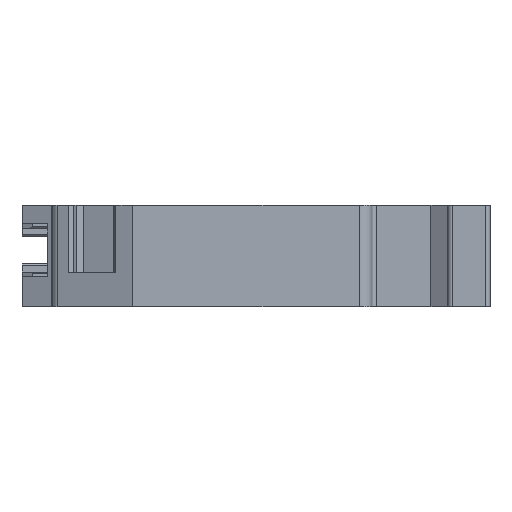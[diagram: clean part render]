
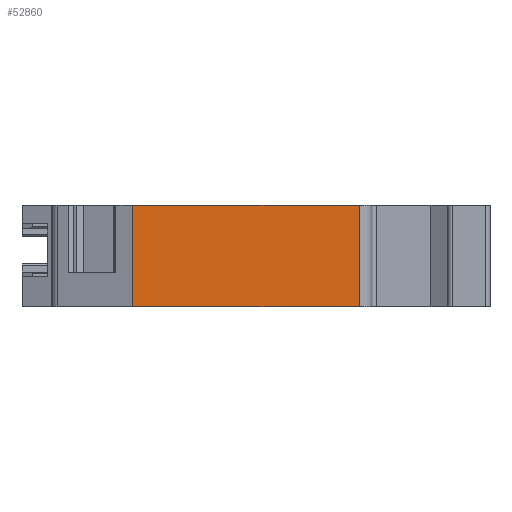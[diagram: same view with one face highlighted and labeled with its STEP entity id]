
A CAD part, left-side view. The second image highlights one B-rep face of the part: STEP entity #52860.
In plain terms, the highlighted planar face has unit normal (-1, 0, 0).
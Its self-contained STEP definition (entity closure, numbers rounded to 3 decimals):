
#4580=CARTESIAN_POINT('',(-34.2,6.2,2.));
#4590=VERTEX_POINT('',#4580);
#4770=CARTESIAN_POINT('',(-34.2,6.2,-10.));
#4780=VERTEX_POINT('',#4770);
#4810=CARTESIAN_POINT('',(-34.2,6.2,0.));
#4820=DIRECTION('',(0.,0.,1.));
#4830=VECTOR('',#4820,1.);
#4840=LINE('',#4810,#4830);
#4850=EDGE_CURVE('',#4780,#4590,#4840,.T.);
#8510=CARTESIAN_POINT('',(-34.2,33.084,-10.));
#8520=VERTEX_POINT('',#8510);
#8550=CARTESIAN_POINT('',(-34.2,0.,-10.));
#8560=DIRECTION('',(0.,-1.,0.));
#8570=VECTOR('',#8560,1.);
#8580=LINE('',#8550,#8570);
#8590=EDGE_CURVE('',#8520,#4780,#8580,.T.);
#33850=CARTESIAN_POINT('',(-34.2,5.,2.));
#33860=DIRECTION('',(0.,1.,0.));
#33870=VECTOR('',#33860,1.);
#33880=LINE('',#33850,#33870);
#33890=CARTESIAN_POINT('',(-34.2,33.084,2.));
#33900=VERTEX_POINT('',#33890);
#33910=EDGE_CURVE('',#4590,#33900,#33880,.T.);
#41140=CARTESIAN_POINT('',(-34.2,33.084,0.));
#41150=DIRECTION('',(0.,0.,-1.));
#41160=VECTOR('',#41150,1.);
#41170=LINE('',#41140,#41160);
#41180=EDGE_CURVE('',#33900,#8520,#41170,.T.);
#52750=CARTESIAN_POINT('',(-34.2,3.7,2.));
#52760=DIRECTION('',(1.,0.,0.));
#52770=DIRECTION('',(0.,-1.,0.));
#52780=AXIS2_PLACEMENT_3D('',#52750,#52760,#52770);
#52790=PLANE('',#52780);
#52800=ORIENTED_EDGE('',*,*,#8590,.T.);
#52810=ORIENTED_EDGE('',*,*,#41180,.T.);
#52820=ORIENTED_EDGE('',*,*,#33910,.T.);
#52830=ORIENTED_EDGE('',*,*,#4850,.T.);
#52840=EDGE_LOOP('',(#52830,#52820,#52810,#52800));
#52850=FACE_OUTER_BOUND('',#52840,.T.);
#52860=ADVANCED_FACE('',(#52850),#52790,.F.);
